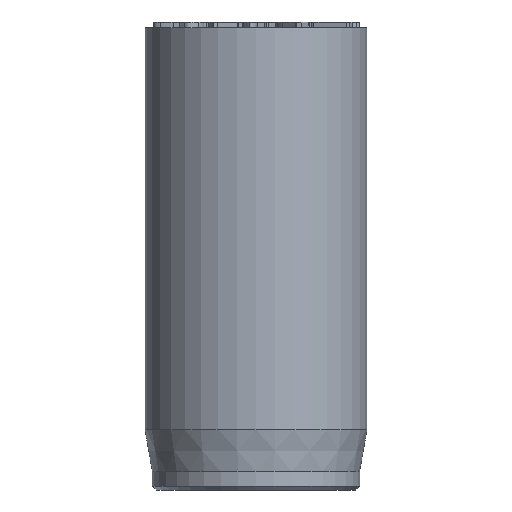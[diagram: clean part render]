
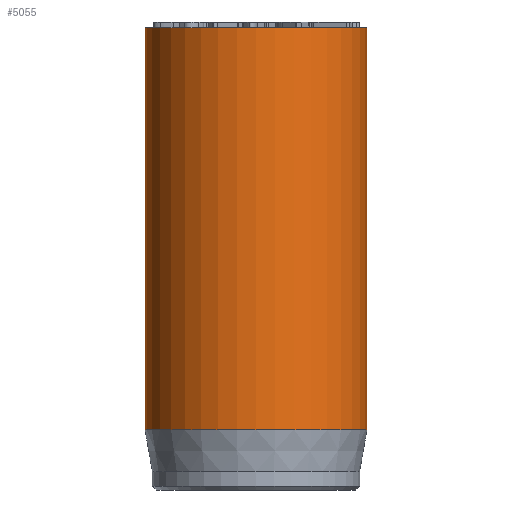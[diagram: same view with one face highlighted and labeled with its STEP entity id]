
A CAD part, front view. The second image highlights one B-rep face of the part: STEP entity #5055.
In plain terms, the highlighted cylindrical face has radius 6 mm (diameter 12 mm), a full revolution.
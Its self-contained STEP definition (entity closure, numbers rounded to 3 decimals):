
#32=CYLINDRICAL_SURFACE('',#5249,6.);
#46=CIRCLE('',#5212,6.);
#62=CIRCLE('',#5247,6.);
#63=CIRCLE('',#5248,6.);
#468=FACE_OUTER_BOUND('',#777,.T.);
#777=EDGE_LOOP('',(#4522,#4523,#4524,#4525,#4526));
#1154=LINE('',#9535,#1539);
#1539=VECTOR('',#5873,6.);
#2345=VERTEX_POINT('',#9470);
#2361=VERTEX_POINT('',#9529);
#2362=VERTEX_POINT('',#9530);
#3063=EDGE_CURVE('',#2345,#2345,#46,.T.);
#3087=EDGE_CURVE('',#2361,#2362,#62,.T.);
#3088=EDGE_CURVE('',#2362,#2361,#63,.T.);
#3090=EDGE_CURVE('',#2345,#2361,#1154,.T.);
#4522=ORIENTED_EDGE('',*,*,#3063,.T.);
#4523=ORIENTED_EDGE('',*,*,#3090,.T.);
#4524=ORIENTED_EDGE('',*,*,#3087,.T.);
#4525=ORIENTED_EDGE('',*,*,#3088,.T.);
#4526=ORIENTED_EDGE('',*,*,#3090,.F.);
#5055=ADVANCED_FACE('',(#468),#32,.T.);
#5212=AXIS2_PLACEMENT_3D('',#9471,#5788,#5789);
#5247=AXIS2_PLACEMENT_3D('',#9531,#5866,#5867);
#5248=AXIS2_PLACEMENT_3D('',#9532,#5868,#5869);
#5249=AXIS2_PLACEMENT_3D('',#9534,#5871,#5872);
#5788=DIRECTION('center_axis',(0.,0.,-1.));
#5789=DIRECTION('ref_axis',(-1.,0.,0.));
#5866=DIRECTION('center_axis',(0.,0.,1.));
#5867=DIRECTION('ref_axis',(-1.,0.,0.));
#5868=DIRECTION('center_axis',(0.,0.,1.));
#5869=DIRECTION('ref_axis',(-1.,0.,0.));
#5871=DIRECTION('center_axis',(0.,0.,1.));
#5872=DIRECTION('ref_axis',(-1.,0.,0.));
#5873=DIRECTION('',(0.,0.,-1.));
#9470=CARTESIAN_POINT('',(6.,0.,25.));
#9471=CARTESIAN_POINT('Origin',(0.,0.,25.));
#9529=CARTESIAN_POINT('',(6.,0.,3.269));
#9530=CARTESIAN_POINT('',(-6.,0.,3.269));
#9531=CARTESIAN_POINT('Origin',(0.,0.,3.269));
#9532=CARTESIAN_POINT('Origin',(0.,0.,3.269));
#9534=CARTESIAN_POINT('Origin',(0.,0.,0.));
#9535=CARTESIAN_POINT('',(6.,0.,0.));
